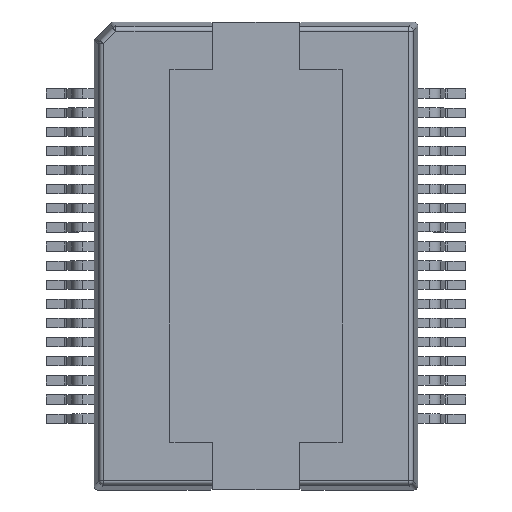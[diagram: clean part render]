
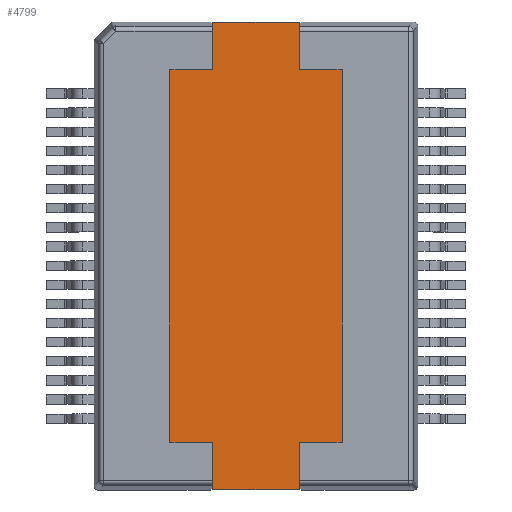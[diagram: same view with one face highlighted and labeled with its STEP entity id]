
A CAD part, top view. The second image highlights one B-rep face of the part: STEP entity #4799.
In plain terms, the highlighted face is planar.
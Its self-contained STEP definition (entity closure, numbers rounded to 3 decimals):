
#4410=DIRECTION('',(0.,0.,-1.));
#4411=VECTOR('',#4410,1.45);
#4412=CARTESIAN_POINT('',(6.325,3.298,-1.475));
#4413=LINE('',#4412,#4411);
#4417=DIRECTION('',(1.,0.,0.));
#4418=VECTOR('',#4417,1.625);
#4419=CARTESIAN_POINT('',(6.325,3.298,-1.475));
#4420=LINE('',#4419,#4418);
#4424=DIRECTION('',(0.,0.,1.));
#4425=VECTOR('',#4424,2.95);
#4426=CARTESIAN_POINT('',(7.95,3.298,-1.475));
#4427=LINE('',#4426,#4425);
#4431=DIRECTION('',(-1.,0.,0.));
#4432=VECTOR('',#4431,1.625);
#4433=CARTESIAN_POINT('',(7.95,3.298,1.475));
#4434=LINE('',#4433,#4432);
#4438=DIRECTION('',(0.,0.,-1.));
#4439=VECTOR('',#4438,1.45);
#4440=CARTESIAN_POINT('',(6.325,3.298,2.925));
#4441=LINE('',#4440,#4439);
#4445=DIRECTION('',(1.,0.,0.));
#4446=VECTOR('',#4445,12.65);
#4447=CARTESIAN_POINT('',(-6.325,3.298,2.925));
#4448=LINE('',#4447,#4446);
#4452=DIRECTION('',(0.,0.,1.));
#4453=VECTOR('',#4452,1.45);
#4454=CARTESIAN_POINT('',(-6.325,3.298,1.475));
#4455=LINE('',#4454,#4453);
#4459=DIRECTION('',(1.,0.,0.));
#4460=VECTOR('',#4459,1.625);
#4461=CARTESIAN_POINT('',(-7.95,3.298,1.475));
#4462=LINE('',#4461,#4460);
#4466=DIRECTION('',(0.,0.,1.));
#4467=VECTOR('',#4466,2.95);
#4468=CARTESIAN_POINT('',(-7.95,3.298,-1.475));
#4469=LINE('',#4468,#4467);
#4473=DIRECTION('',(-1.,0.,0.));
#4474=VECTOR('',#4473,1.625);
#4475=CARTESIAN_POINT('',(-6.325,3.298,-1.475));
#4476=LINE('',#4475,#4474);
#4480=DIRECTION('',(0.,0.,1.));
#4481=VECTOR('',#4480,1.45);
#4482=CARTESIAN_POINT('',(-6.325,3.298,-2.925));
#4483=LINE('',#4482,#4481);
#4487=DIRECTION('',(-1.,0.,0.));
#4488=VECTOR('',#4487,12.65);
#4489=CARTESIAN_POINT('',(6.325,3.298,-2.925));
#4490=LINE('',#4489,#4488);
#4656=CARTESIAN_POINT('',(6.325,3.298,-2.925));
#4657=CARTESIAN_POINT('',(-6.325,3.298,-2.925));
#4658=VERTEX_POINT('',#4656);
#4659=VERTEX_POINT('',#4657);
#4660=CARTESIAN_POINT('',(-6.325,3.298,2.925));
#4661=CARTESIAN_POINT('',(6.325,3.298,2.925));
#4662=VERTEX_POINT('',#4660);
#4663=VERTEX_POINT('',#4661);
#4672=CARTESIAN_POINT('',(-7.95,3.298,-1.475));
#4673=CARTESIAN_POINT('',(-7.95,3.298,1.475));
#4674=VERTEX_POINT('',#4672);
#4675=VERTEX_POINT('',#4673);
#4684=CARTESIAN_POINT('',(-6.325,3.298,-1.475));
#4685=VERTEX_POINT('',#4684);
#4686=CARTESIAN_POINT('',(-6.325,3.298,1.475));
#4687=VERTEX_POINT('',#4686);
#4688=CARTESIAN_POINT('',(7.95,3.298,-1.475));
#4689=CARTESIAN_POINT('',(7.95,3.298,1.475));
#4690=VERTEX_POINT('',#4688);
#4691=VERTEX_POINT('',#4689);
#4696=CARTESIAN_POINT('',(6.325,3.298,-1.475));
#4697=VERTEX_POINT('',#4696);
#4698=CARTESIAN_POINT('',(6.325,3.298,1.475));
#4699=VERTEX_POINT('',#4698);
#4769=CARTESIAN_POINT('',(0.,3.298,0.));
#4770=DIRECTION('',(0.,1.,0.));
#4771=DIRECTION('',(1.,0.,0.));
#4772=AXIS2_PLACEMENT_3D('',#4769,#4770,#4771);
#4773=PLANE('',#4772);
#4775=ORIENTED_EDGE('',*,*,#4774,.F.);
#4776=ORIENTED_EDGE('',*,*,#4759,.T.);
#4778=ORIENTED_EDGE('',*,*,#4777,.T.);
#4780=ORIENTED_EDGE('',*,*,#4779,.T.);
#4782=ORIENTED_EDGE('',*,*,#4781,.F.);
#4784=ORIENTED_EDGE('',*,*,#4783,.F.);
#4786=ORIENTED_EDGE('',*,*,#4785,.F.);
#4788=ORIENTED_EDGE('',*,*,#4787,.F.);
#4790=ORIENTED_EDGE('',*,*,#4789,.F.);
#4792=ORIENTED_EDGE('',*,*,#4791,.F.);
#4794=ORIENTED_EDGE('',*,*,#4793,.F.);
#4796=ORIENTED_EDGE('',*,*,#4795,.F.);
#4797=EDGE_LOOP('',(#4775,#4776,#4778,#4780,#4782,#4784,#4786,#4788,#4790,#4792,
#4794,#4796));
#4798=FACE_OUTER_BOUND('',#4797,.F.);
#4759=EDGE_CURVE('',#4697,#4690,#4420,.T.);
#4774=EDGE_CURVE('',#4697,#4658,#4413,.T.);
#4777=EDGE_CURVE('',#4690,#4691,#4427,.T.);
#4779=EDGE_CURVE('',#4691,#4699,#4434,.T.);
#4781=EDGE_CURVE('',#4663,#4699,#4441,.T.);
#4783=EDGE_CURVE('',#4662,#4663,#4448,.T.);
#4785=EDGE_CURVE('',#4687,#4662,#4455,.T.);
#4787=EDGE_CURVE('',#4675,#4687,#4462,.T.);
#4789=EDGE_CURVE('',#4674,#4675,#4469,.T.);
#4791=EDGE_CURVE('',#4685,#4674,#4476,.T.);
#4793=EDGE_CURVE('',#4659,#4685,#4483,.T.);
#4795=EDGE_CURVE('',#4658,#4659,#4490,.T.);
#4799=ADVANCED_FACE('',(#4798),#4773,.T.);
